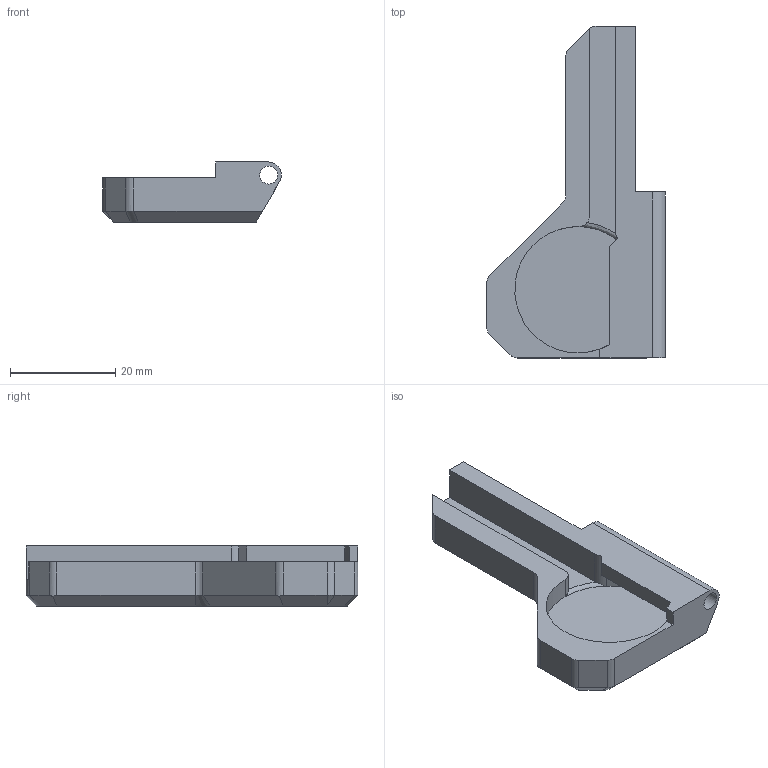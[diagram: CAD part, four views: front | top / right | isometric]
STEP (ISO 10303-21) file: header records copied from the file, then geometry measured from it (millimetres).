
FILE_DESCRIPTION(('HOOPS Exchange Step'),'2;1');
FILE_NAME('temp_export','2020-11-04T15:26:43-06:00',('mobile'),('Shapr3D Limited'),'HOOPS Exchange 2020.2','Shapr3D','Authorized');
FILE_SCHEMA( ('AP203_CONFIGURATION_CONTROLLED_3D_DESIGN_OF_MECHANICAL_PARTS_AND_ASSEMBLIES_MIM_LF') );
Length unit declared in the file: millimetre
Products named in the file (1): Right Bracket LED
Bounding box: 33.9 x 63 x 11.4 mm (x, y, z)
Volume: 7943.2 mm3; surface area: 5548.8 mm2
Topology: 1 solids, 1 shells, 63 faces, 167 edges, 108 vertices
Faces by surface type: plane 33, cylinder 15, bspline 12, cone 2, torus 1
Full cylindrical faces by diameter (mm): 3.4 x1
Entity records: 2135 total; most frequent: CARTESIAN_POINT 617, ORIENTED_EDGE 332, DIRECTION 273, EDGE_CURVE 166, VERTEX_POINT 108, VECTOR 93, LINE 93, AXIS2_PLACEMENT_3D 90
